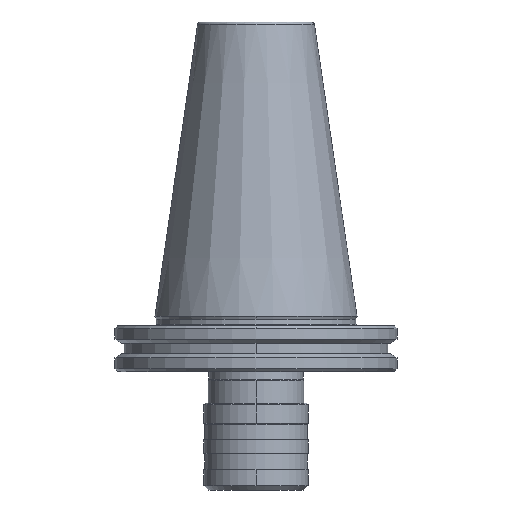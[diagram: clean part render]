
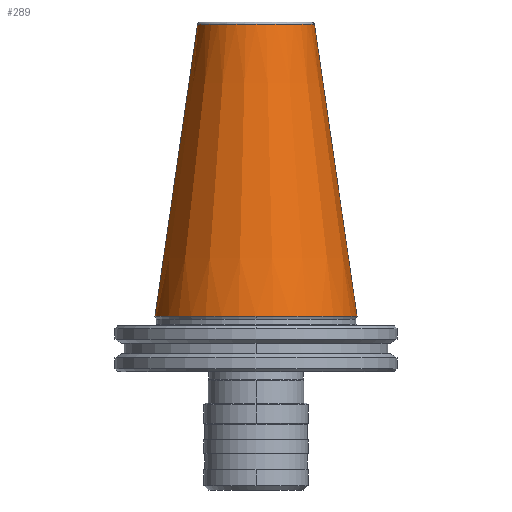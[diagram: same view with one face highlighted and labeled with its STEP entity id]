
A CAD part, front view. The second image highlights one B-rep face of the part: STEP entity #289.
In plain terms, the highlighted conical face has half-angle 8.297 degrees and reference radius 34.925 mm.
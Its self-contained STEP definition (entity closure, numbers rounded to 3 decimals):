
#18 = VERTEX_POINT ( 'NONE', #1635 ) ;
#76 = CIRCLE ( 'NONE', #1792, 20.211 ) ;
#134 = DIRECTION ( 'NONE',  ( 0., 0., -1. ) ) ;
#156 = VERTEX_POINT ( 'NONE', #1128 ) ;
#233 = VERTEX_POINT ( 'NONE', #1725 ) ;
#289 = ADVANCED_FACE ( 'NONE', ( #1930 ), #1676, .T. ) ;
#301 = DIRECTION ( 'NONE',  ( -1., 0., 0. ) ) ;
#350 = EDGE_CURVE ( 'NONE', #1432, #233, #1775, .T. ) ;
#444 = CIRCLE ( 'NONE', #1560, 34.925 ) ;
#458 = CARTESIAN_POINT ( 'NONE',  ( 0., 0., 0. ) ) ;
#533 = VECTOR ( 'NONE', #1229, 1000. ) ;
#557 = LINE ( 'NONE', #1429, #533 ) ;
#657 = DIRECTION ( 'NONE',  ( -1., 0., 0. ) ) ;
#683 = ORIENTED_EDGE ( 'NONE', *, *, #1099, .T. ) ;
#689 = EDGE_CURVE ( 'NONE', #156, #18, #557, .T. ) ;
#755 = DIRECTION ( 'NONE',  ( 0.144, 0., -0.99 ) ) ;
#773 = CARTESIAN_POINT ( 'NONE',  ( 0., -34.925, 0. ) ) ;
#820 = CARTESIAN_POINT ( 'NONE',  ( 34.925, 0., 0. ) ) ;
#840 = EDGE_CURVE ( 'NONE', #18, #1432, #444, .T. ) ;
#1099 = EDGE_CURVE ( 'NONE', #1282, #156, #76, .T. ) ;
#1128 = CARTESIAN_POINT ( 'NONE',  ( -20.211, 0., 100.894 ) ) ;
#1134 = CARTESIAN_POINT ( 'NONE',  ( 0., 0., 0. ) ) ;
#1141 = AXIS2_PLACEMENT_3D ( 'NONE', #458, #1566, #657 ) ;
#1217 = CARTESIAN_POINT ( 'NONE',  ( 20.211, 0., 100.894 ) ) ;
#1229 = DIRECTION ( 'NONE',  ( -0.144, 0., -0.99 ) ) ;
#1282 = VERTEX_POINT ( 'NONE', #1217 ) ;
#1429 = CARTESIAN_POINT ( 'NONE',  ( -34.925, 0., 0. ) ) ;
#1432 = VERTEX_POINT ( 'NONE', #773 ) ;
#1480 = EDGE_LOOP ( 'NONE', ( #1702, #683, #1762, #2119, #2024 ) ) ;
#1496 = DIRECTION ( 'NONE',  ( -1., 0., 0. ) ) ;
#1498 = DIRECTION ( 'NONE',  ( 0., 0., -1. ) ) ;
#1501 = CARTESIAN_POINT ( 'NONE',  ( 0., 0., 100.894 ) ) ;
#1560 = AXIS2_PLACEMENT_3D ( 'NONE', #2093, #1993, #1992 ) ;
#1566 = DIRECTION ( 'NONE',  ( 0., 0., 1. ) ) ;
#1583 = AXIS2_PLACEMENT_3D ( 'NONE', #1134, #134, #301 ) ;
#1635 = CARTESIAN_POINT ( 'NONE',  ( -34.925, 0., 0. ) ) ;
#1660 = VECTOR ( 'NONE', #755, 1000. ) ;
#1676 = CONICAL_SURFACE ( 'NONE', #1583, 34.925, 0.145 ) ;
#1702 = ORIENTED_EDGE ( 'NONE', *, *, #1991, .F. ) ;
#1725 = CARTESIAN_POINT ( 'NONE',  ( 34.925, 0., 0. ) ) ;
#1762 = ORIENTED_EDGE ( 'NONE', *, *, #689, .T. ) ;
#1775 = CIRCLE ( 'NONE', #1141, 34.925 ) ;
#1792 = AXIS2_PLACEMENT_3D ( 'NONE', #1501, #1498, #1496 ) ;
#1930 = FACE_OUTER_BOUND ( 'NONE', #1480, .T. ) ;
#1991 = EDGE_CURVE ( 'NONE', #1282, #233, #2036, .T. ) ;
#1992 = DIRECTION ( 'NONE',  ( -1., 0., 0. ) ) ;
#1993 = DIRECTION ( 'NONE',  ( 0., 0., 1. ) ) ;
#2024 = ORIENTED_EDGE ( 'NONE', *, *, #350, .T. ) ;
#2036 = LINE ( 'NONE', #820, #1660 ) ;
#2093 = CARTESIAN_POINT ( 'NONE',  ( 0., 0., 0. ) ) ;
#2119 = ORIENTED_EDGE ( 'NONE', *, *, #840, .T. ) ;
